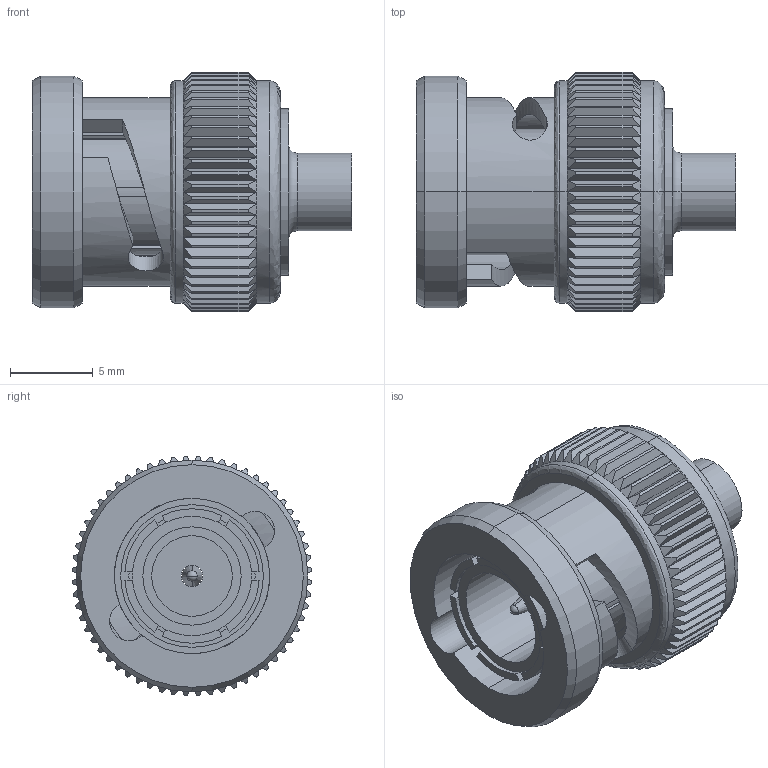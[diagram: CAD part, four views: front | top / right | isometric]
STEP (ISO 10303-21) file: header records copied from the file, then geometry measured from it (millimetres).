
FILE_DESCRIPTION (( 'STEP AP203' ), '1' );
FILE_NAME ('FMCN1542_3D.STEP', '2022-07-27T21:35:37', ( '' ), ( '' ), 'SwSTEP 2.0', 'SolidWorks 2021', '' );
FILE_SCHEMA (( 'CONFIG_CONTROL_DESIGN' ));
Length unit declared in the file: inch
Products named in the file (1): FMCN1542_3D
Bounding box: 19.3 x 14.49 x 14.49 mm (x, y, z)
Volume: 1509.3 mm3; surface area: 2143.2 mm2
Topology: 2 solids, 2 shells, 443 faces, 1017 edges, 586 vertices
Faces by surface type: plane 167, cone 133, cylinder 127, bspline 12, torus 2, sphere 2
Entity records: 13803 total; most frequent: CARTESIAN_POINT 4115, ORIENTED_EDGE 2034, DIRECTION 1992, EDGE_CURVE 1017, AXIS2_PLACEMENT_3D 833, VERTEX_POINT 586, EDGE_LOOP 461, FACE_OUTER_BOUND 443
